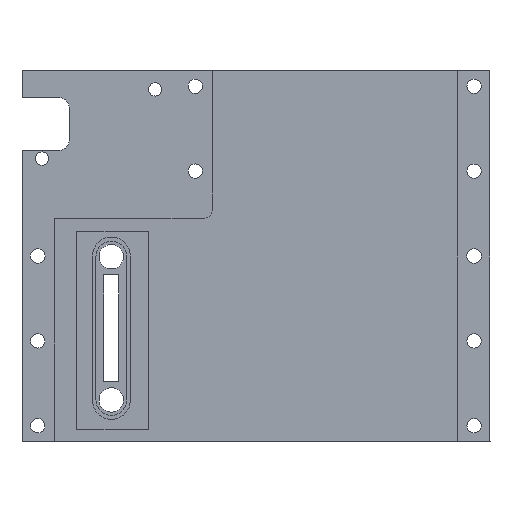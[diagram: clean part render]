
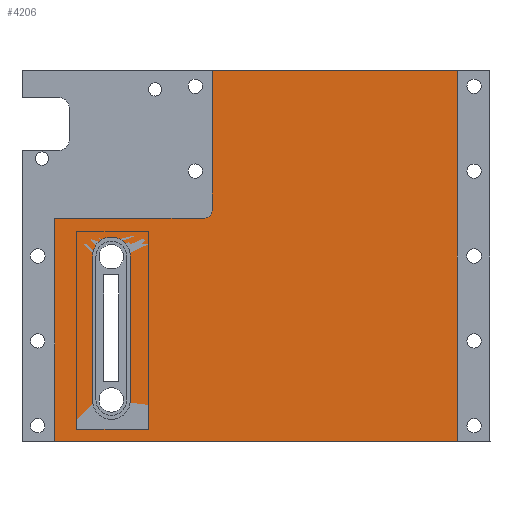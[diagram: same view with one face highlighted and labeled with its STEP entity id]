
A CAD part, front view. The second image highlights one B-rep face of the part: STEP entity #4206.
In plain terms, the highlighted face is planar.
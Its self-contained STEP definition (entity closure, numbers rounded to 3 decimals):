
#202=FACE_BOUND('',#650,.T.);
#244=PLANE('',#4513);
#416=FACE_OUTER_BOUND('',#649,.T.);
#649=EDGE_LOOP('',(#3277,#3278,#3279,#3280,#3281,#3282,#3283));
#650=EDGE_LOOP('',(#3284,#3285,#3286,#3287));
#913=LINE('',#6305,#1387);
#915=LINE('',#6311,#1389);
#916=LINE('',#6315,#1390);
#917=LINE('',#6317,#1391);
#918=LINE('',#6319,#1392);
#919=LINE('',#6321,#1393);
#920=LINE('',#6323,#1394);
#921=LINE('',#6326,#1395);
#1387=VECTOR('',#5104,1000.);
#1389=VECTOR('',#5112,1000.);
#1390=VECTOR('',#5115,1000.);
#1391=VECTOR('',#5116,1000.);
#1392=VECTOR('',#5117,1000.);
#1393=VECTOR('',#5118,1000.);
#1394=VECTOR('',#5119,1000.);
#1395=VECTOR('',#5122,1000.);
#1851=CIRCLE('',#4507,3.);
#1853=CIRCLE('',#4511,3.);
#1854=CIRCLE('',#4514,1.5);
#2058=VERTEX_POINT('',#6292);
#2059=VERTEX_POINT('',#6294);
#2062=VERTEX_POINT('',#6303);
#2063=VERTEX_POINT('',#6307);
#2064=VERTEX_POINT('',#6313);
#2065=VERTEX_POINT('',#6314);
#2066=VERTEX_POINT('',#6316);
#2067=VERTEX_POINT('',#6318);
#2068=VERTEX_POINT('',#6320);
#2069=VERTEX_POINT('',#6322);
#2070=VERTEX_POINT('',#6324);
#2532=EDGE_CURVE('',#2059,#2058,#1851,.T.);
#2538=EDGE_CURVE('',#2058,#2062,#913,.T.);
#2540=EDGE_CURVE('',#2062,#2063,#1853,.T.);
#2541=EDGE_CURVE('',#2063,#2059,#915,.T.);
#2542=EDGE_CURVE('',#2064,#2065,#916,.T.);
#2543=EDGE_CURVE('',#2065,#2066,#917,.T.);
#2544=EDGE_CURVE('',#2067,#2066,#918,.T.);
#2545=EDGE_CURVE('',#2067,#2068,#919,.T.);
#2546=EDGE_CURVE('',#2068,#2069,#920,.T.);
#2547=EDGE_CURVE('',#2069,#2070,#1854,.T.);
#2548=EDGE_CURVE('',#2064,#2070,#921,.T.);
#3277=ORIENTED_EDGE('',*,*,#2542,.T.);
#3278=ORIENTED_EDGE('',*,*,#2543,.T.);
#3279=ORIENTED_EDGE('',*,*,#2544,.F.);
#3280=ORIENTED_EDGE('',*,*,#2545,.T.);
#3281=ORIENTED_EDGE('',*,*,#2546,.T.);
#3282=ORIENTED_EDGE('',*,*,#2547,.T.);
#3283=ORIENTED_EDGE('',*,*,#2548,.F.);
#3284=ORIENTED_EDGE('',*,*,#2538,.T.);
#3285=ORIENTED_EDGE('',*,*,#2540,.T.);
#3286=ORIENTED_EDGE('',*,*,#2541,.T.);
#3287=ORIENTED_EDGE('',*,*,#2532,.T.);
#4206=ADVANCED_FACE('',(#416,#202),#244,.F.);
#4507=AXIS2_PLACEMENT_3D('',#6295,#5094,#5095);
#4511=AXIS2_PLACEMENT_3D('',#6309,#5108,#5109);
#4513=AXIS2_PLACEMENT_3D('',#6312,#5113,#5114);
#4514=AXIS2_PLACEMENT_3D('',#6325,#5120,#5121);
#5094=DIRECTION('center_axis',(-1.,0.,0.));
#5095=DIRECTION('ref_axis',(0.,-1.,0.));
#5104=DIRECTION('',(0.,0.,1.));
#5108=DIRECTION('center_axis',(-1.,0.,0.));
#5109=DIRECTION('ref_axis',(0.,1.,0.));
#5112=DIRECTION('',(0.,0.,-1.));
#5113=DIRECTION('center_axis',(-1.,0.,0.));
#5114=DIRECTION('ref_axis',(0.,0.,
-1.));
#5115=DIRECTION('',(0.,0.,1.));
#5116=DIRECTION('',(0.,-1.,0.));
#5117=DIRECTION('',(0.,0.,1.));
#5118=DIRECTION('',(0.,1.,0.));
#5119=DIRECTION('',(0.,0.,1.));
#5120=DIRECTION('center_axis',(-1.,0.,0.));
#5121=DIRECTION('ref_axis',(0.,0.,
-1.));
#5122=DIRECTION('',(0.,-1.,0.));
#6292=CARTESIAN_POINT('',(-41.339,19.984,8.701));
#6294=CARTESIAN_POINT('',(-41.339,25.984,8.701));
#6295=CARTESIAN_POINT('Origin',(-41.339,22.984,8.701));
#6303=CARTESIAN_POINT('',(-41.339,19.984,31.701));
#6305=CARTESIAN_POINT('',(-41.339,19.984,6.126));
#6307=CARTESIAN_POINT('',(-41.339,25.984,31.701));
#6309=CARTESIAN_POINT('Origin',(-41.339,22.984,31.701));
#6311=CARTESIAN_POINT('',(-41.339,25.984,17.626));
#6312=CARTESIAN_POINT('Origin',(-41.339,-3.228,3.55));
#6313=CARTESIAN_POINT('',(-41.339,31.982,2.731));
#6314=CARTESIAN_POINT('',(-41.339,31.982,38.201));
#6315=CARTESIAN_POINT('',(-41.339,31.982,3.55));
#6316=CARTESIAN_POINT('',(-41.339,-32.013,38.201));
#6317=CARTESIAN_POINT('',(-41.339,37.203,38.201));
#6318=CARTESIAN_POINT('',(-41.339,-32.013,-20.799));
#6319=CARTESIAN_POINT('',(-41.339,-32.013,3.55));
#6320=CARTESIAN_POINT('',(-41.339,6.897,-20.799));
#6321=CARTESIAN_POINT('',(-41.339,37.203,-20.799));
#6322=CARTESIAN_POINT('',(-41.339,6.897,1.231));
#6323=CARTESIAN_POINT('',(-41.339,6.897,3.55));
#6324=CARTESIAN_POINT('',(-41.339,8.397,2.731));
#6325=CARTESIAN_POINT('Origin',(-41.339,8.397,1.231));
#6326=CARTESIAN_POINT('',(-41.339,-3.228,2.731));
